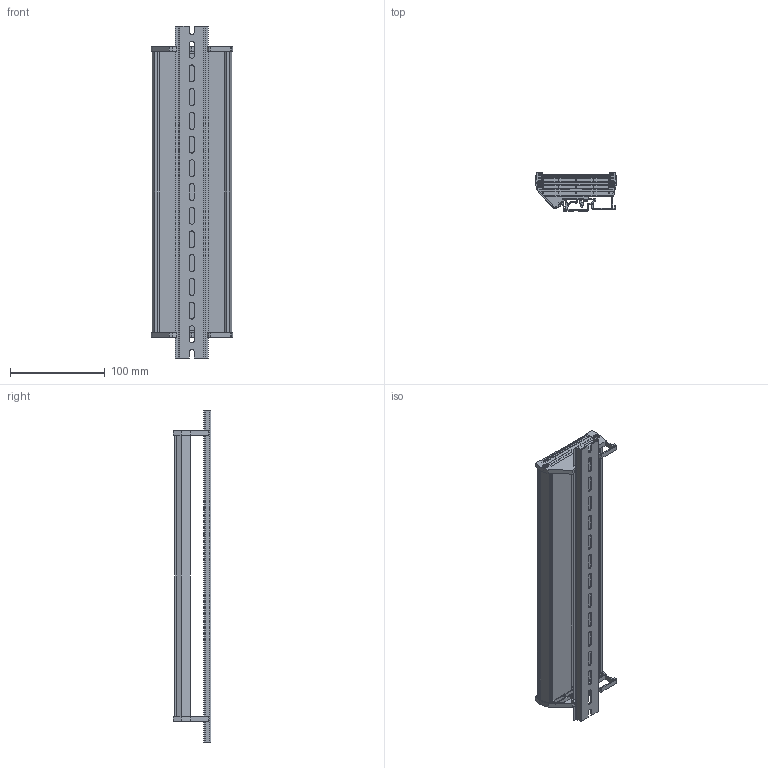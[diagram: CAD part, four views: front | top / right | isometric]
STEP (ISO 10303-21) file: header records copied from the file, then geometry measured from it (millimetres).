
FILE_DESCRIPTION (( 'STEP AP214' ), '1' );
FILE_NAME ('PHSCR-PHRKLR-300.STEP', '2022-01-24T11:30:10', ( '' ), ( '' ), 'SwSTEP 2.0', 'SolidWorks 2017', '' );
FILE_SCHEMA (( 'AUTOMOTIVE_DESIGN' ));
Length unit declared in the file: millimetre
Products named in the file (16): Side Screw; Rail-150; PHSFR; PHSFL; PHSCR-PHRKLR-300; Rail-150_Rail Length - 300; Profile - 72-300; PCB-73_PCB -300; Profile - 72-300_Length-300; PCB-73
Assembly tree (9 placements, depth 2):
  Side Screw
  Rail-150
  PHSFL
  PHSCR-PHRKLR-300
    Profile - 72-300_Length-300
    PHSFR
    PHSFL
    PCB-73_PCB -300
    Side Screw  x4
    Rail-150_Rail Length - 300
  Profile - 72-300
Bounding box: 86.36 x 39.5 x 350 mm (x, y, z)
Volume: 138443.8 mm3; surface area: 192412.9 mm2
Topology: 9 solids, 9 shells, 857 faces, 2378 edges, 1571 vertices
Faces by surface type: plane 628, cylinder 181, cone 20, bspline 16, torus 12
Entity records: 26462 total; most frequent: CARTESIAN_POINT 4642, ORIENTED_EDGE 4378, DIRECTION 4081, EDGE_CURVE 2189, LINE 1807, VECTOR 1807, VERTEX_POINT 1454, AXIS2_PLACEMENT_3D 1137
